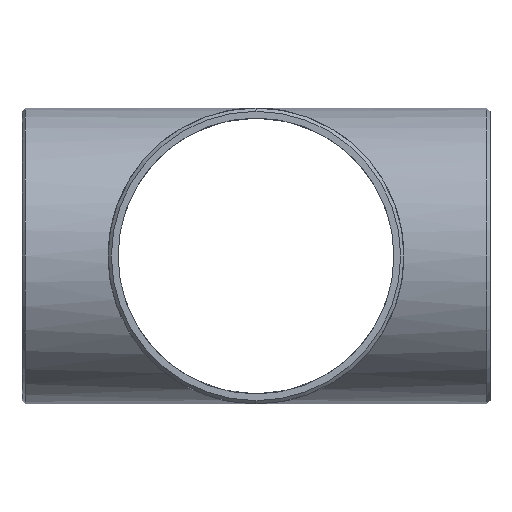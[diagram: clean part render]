
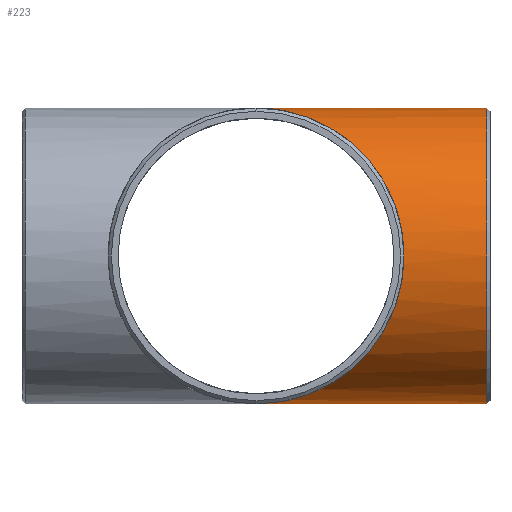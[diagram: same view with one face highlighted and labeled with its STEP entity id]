
A CAD part, left-side view. The second image highlights one B-rep face of the part: STEP entity #223.
In plain terms, the highlighted cylindrical face has radius 136.525 mm (diameter 273.05 mm), a partial arc.
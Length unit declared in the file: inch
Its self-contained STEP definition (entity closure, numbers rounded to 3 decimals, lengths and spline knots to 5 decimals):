
#17 = VERTEX_POINT ( 'NONE', #625 ) ;
#25 = CARTESIAN_POINT ( 'NONE',  ( 0., -8.37833, -5.375 ) ) ;
#44 = DIRECTION ( 'NONE',  ( 0., 1., 0. ) ) ;
#45 = DIRECTION ( 'NONE',  ( 0., 0., -1. ) ) ;
#48 = CYLINDRICAL_SURFACE ( 'NONE', #82, 5.375 ) ;
#56 = CARTESIAN_POINT ( 'NONE',  ( 0., 0., 5.375 ) ) ;
#82 = AXIS2_PLACEMENT_3D ( 'NONE', #796, #178, #45 ) ;
#118 = CARTESIAN_POINT ( 'NONE',  ( -10.75, -10.75, 5.375 ) ) ;
#122 = DIRECTION ( 'NONE',  ( 0., 0., -1. ) ) ;
#143 = ORIENTED_EDGE ( 'NONE', *, *, #724, .T. ) ;
#161 = LINE ( 'NONE', #168, #185 ) ;
#168 = CARTESIAN_POINT ( 'NONE',  ( 0., -8.5, -5.375 ) ) ;
#171 = VERTEX_POINT ( 'NONE', #613 ) ;
#173 = CARTESIAN_POINT ( 'NONE',  ( -10.75, -10.75, -5.375 ) ) ;
#178 = DIRECTION ( 'NONE',  ( 0., 1., 0. ) ) ;
#185 = VECTOR ( 'NONE', #552, 39.37008 ) ;
#189 = ORIENTED_EDGE ( 'NONE', *, *, #252, .T. ) ;
#214 = EDGE_CURVE ( 'NONE', #17, #259, #507, .T. ) ;
#223 = ADVANCED_FACE ( 'NONE', ( #600 ), #48, .T. ) ;
#231 = DIRECTION ( 'NONE',  ( 0., 1., 0. ) ) ;
#252 = EDGE_CURVE ( 'NONE', #171, #259, #787, .T. ) ;
#259 = VERTEX_POINT ( 'NONE', #56 ) ;
#290 = VECTOR ( 'NONE', #231, 39.37008 ) ;
#349 = CARTESIAN_POINT ( 'NONE',  ( 0., 0., 5.375 ) ) ;
#355 = ORIENTED_EDGE ( 'NONE', *, *, #214, .F. ) ;
#428 = CARTESIAN_POINT ( 'NONE',  ( 0., -8.5, 5.375 ) ) ;
#485 = CARTESIAN_POINT ( 'NONE',  ( 0., -8.37833, 0. ) ) ;
#507 =( BOUNDED_CURVE ( )  B_SPLINE_CURVE ( 3, ( #538, #173, #118, #349 ),
 .UNSPECIFIED., .F., .T. ) 
 B_SPLINE_CURVE_WITH_KNOTS ( ( 4, 4 ),
 ( 4.71239, 7.85398 ),
 .UNSPECIFIED. ) 
 CURVE ( )  GEOMETRIC_REPRESENTATION_ITEM ( )  RATIONAL_B_SPLINE_CURVE ( ( 1., 0.333, 0.333, 1. ) ) 
 REPRESENTATION_ITEM ( '' )  );
#508 = EDGE_LOOP ( 'NONE', ( #143, #189, #355, #573 ) ) ;
#538 = CARTESIAN_POINT ( 'NONE',  ( 0., 0., -5.375 ) ) ;
#552 = DIRECTION ( 'NONE',  ( 0., 1., 0. ) ) ;
#563 = VERTEX_POINT ( 'NONE', #25 ) ;
#570 = AXIS2_PLACEMENT_3D ( 'NONE', #485, #44, #122 ) ;
#573 = ORIENTED_EDGE ( 'NONE', *, *, #637, .F. ) ;
#600 = FACE_OUTER_BOUND ( 'NONE', #508, .T. ) ;
#613 = CARTESIAN_POINT ( 'NONE',  ( 0., -8.37833, 5.375 ) ) ;
#625 = CARTESIAN_POINT ( 'NONE',  ( 0., 0., -5.375 ) ) ;
#630 = CIRCLE ( 'NONE', #570, 5.375 ) ;
#637 = EDGE_CURVE ( 'NONE', #563, #17, #161, .T. ) ;
#724 = EDGE_CURVE ( 'NONE', #563, #171, #630, .T. ) ;
#787 = LINE ( 'NONE', #428, #290 ) ;
#796 = CARTESIAN_POINT ( 'NONE',  ( 0., -8.5, 0. ) ) ;
